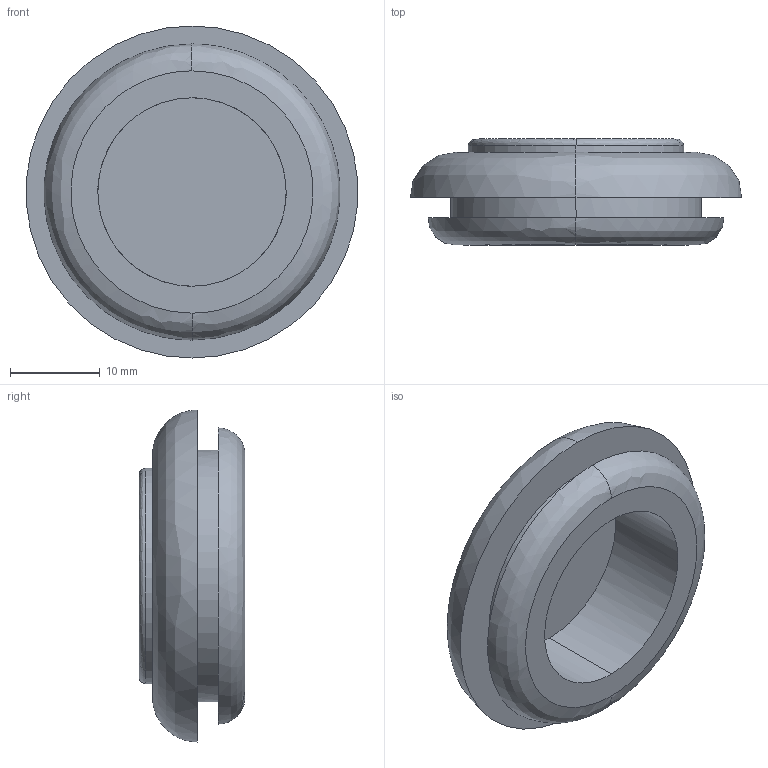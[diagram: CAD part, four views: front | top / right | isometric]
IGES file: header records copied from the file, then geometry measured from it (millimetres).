
Start section: ------------------------------------------------------------------------
Global section: file name: PC50.12492.TM_MG_7_CRUL_9321.igs; native system: spGate; preprocessor: ver15.6.1; author: Unknown; organization: Unknown; date: 191219.140734; units: millimetre
Bounding box: 36.9 x 11.8 x 37 mm (x, y, z)
Volume: 5336.4 mm3; surface area: 4142.3 mm2
Topology: 1 solids, 1 shells, 20 faces, 38 edges, 24 vertices
Faces by surface type: bspline 20
